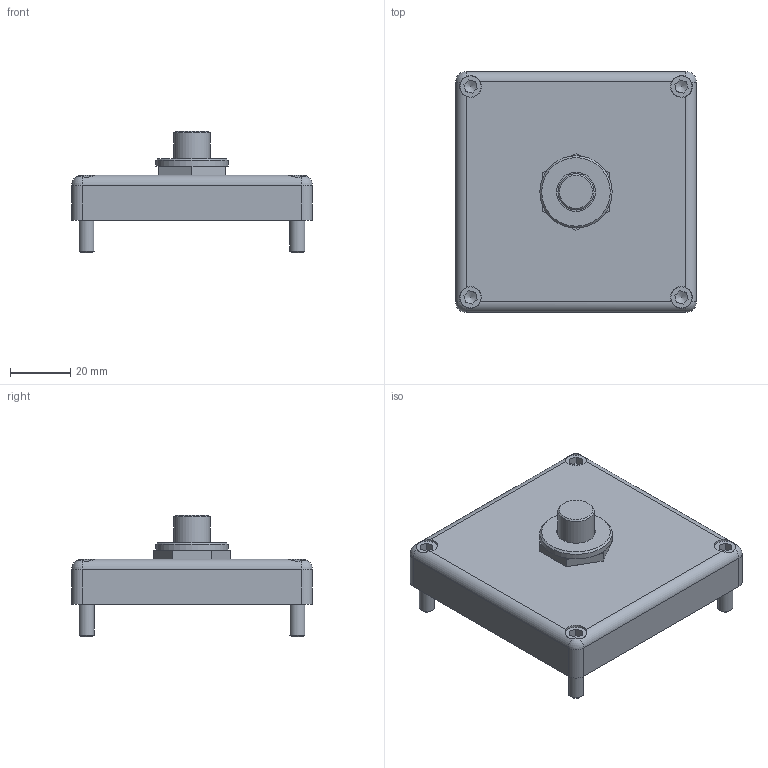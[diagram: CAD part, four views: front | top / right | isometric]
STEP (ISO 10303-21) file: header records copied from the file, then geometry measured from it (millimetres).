
FILE_DESCRIPTION((''),'2;1');
FILE_NAME('SZ3530V_A.stp','2013-08-30T10:07:11',('janine behrens'),(''),'Autodesk Inventor 2012','Autodesk Inventor 2012','');
FILE_SCHEMA(('AUTOMOTIVE_DESIGN { 1 0 10303 214 1 1 1 1 }'));
Length unit declared in the file: millimetre
Products named in the file (6): SZ3530V_A; ME2803530_A; DIN 625 SKF 6004; ME2801220_A; DK0125120000_A; SS9020V_A
Assembly tree (8 placements, depth 2):
  SZ3530V_A
    ME2803530_A
    DIN 625 SKF 6004
    ME2801220_A
    DK0125120000_A
    SS9020V_A  x4
Bounding box: 80 x 80 x 40.2 mm (x, y, z)
Volume: 90778.2 mm3; surface area: 31164.7 mm2
Topology: 8 solids, 8 shells, 155 faces, 396 edges, 254 vertices
Faces by surface type: plane 65, cylinder 42, cone 19, torus 18, sphere 11
Full cylindrical faces by diameter (mm): 5 x8, 5.5 x4, 7 x4, 7.2 x4, 12 x1, 13 x1, 20 x2, 21 x1, 22 x1, 24 x1, 27.04 x2, 34.96 x2, 38 x1, 42 x2
Entity records: 3962 total; most frequent: CARTESIAN_POINT 1417, DIRECTION 490, ORIENTED_EDGE 446, EDGE_CURVE 223, AXIS2_PLACEMENT_3D 220, EDGE_LOOP 172, VERTEX_POINT 163, FACE_OUTER_BOUND 107
